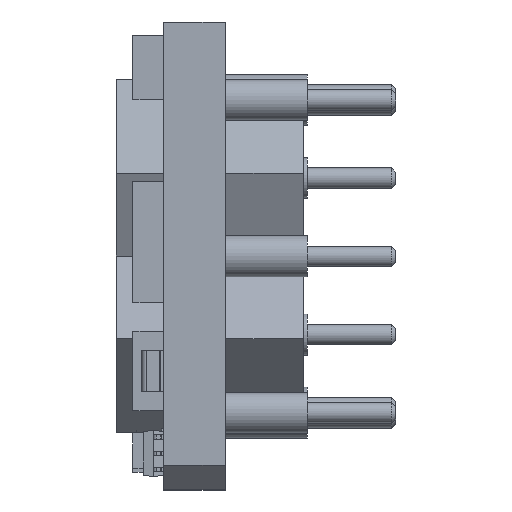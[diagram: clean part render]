
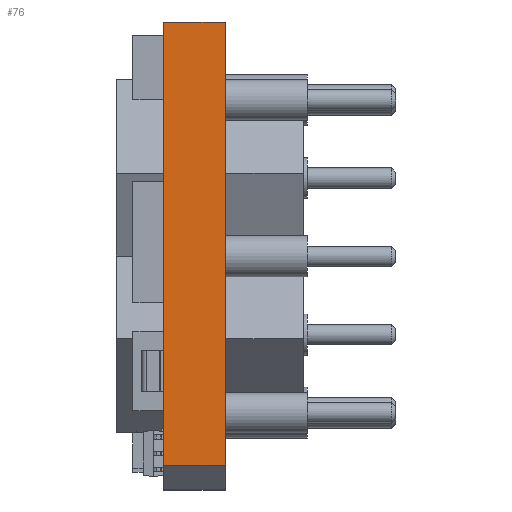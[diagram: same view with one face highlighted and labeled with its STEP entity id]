
A CAD part, left-side view. The second image highlights one B-rep face of the part: STEP entity #76.
In plain terms, the highlighted planar face has unit normal (-1, 0, 0).
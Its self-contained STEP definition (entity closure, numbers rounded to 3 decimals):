
#43 = ORIENTED_EDGE ( 'NONE', *, *, #5603, .F. ) ;
#76 = ADVANCED_FACE ( 'NONE', ( #4851 ), #14609, .F. ) ;
#969 = DIRECTION ( 'NONE',  ( 0., 0., -1. ) ) ;
#1329 = LINE ( 'NONE', #6697, #8816 ) ;
#2049 = CARTESIAN_POINT ( 'NONE',  ( -16.5, 7., 11.4 ) ) ;
#2144 = EDGE_CURVE ( 'NONE', #5945, #7649, #1329, .T. ) ;
#2287 = EDGE_CURVE ( 'NONE', #6281, #8575, #10614, .T. ) ;
#3510 = DIRECTION ( 'NONE',  ( 0., 0., 1. ) ) ;
#4208 = LINE ( 'NONE', #5922, #13128 ) ;
#4851 = FACE_OUTER_BOUND ( 'NONE', #6823, .T. ) ;
#4951 = CARTESIAN_POINT ( 'NONE',  ( -16.5, 4., 11.4 ) ) ;
#5263 = CARTESIAN_POINT ( 'NONE',  ( -16.5, 7., -10.2 ) ) ;
#5603 = EDGE_CURVE ( 'NONE', #6281, #5945, #4208, .T. ) ;
#5922 = CARTESIAN_POINT ( 'NONE',  ( -16.5, 7., -11.4 ) ) ;
#5945 = VERTEX_POINT ( 'NONE', #2049 ) ;
#6281 = VERTEX_POINT ( 'NONE', #5263 ) ;
#6697 = CARTESIAN_POINT ( 'NONE',  ( -16.5, 7., 11.4 ) ) ;
#6823 = EDGE_LOOP ( 'NONE', ( #43, #13664, #11030, #13338 ) ) ;
#7168 = EDGE_CURVE ( 'NONE', #8575, #7649, #11076, .T. ) ;
#7542 = AXIS2_PLACEMENT_3D ( 'NONE', #13442, #10338, #969 ) ;
#7649 = VERTEX_POINT ( 'NONE', #4951 ) ;
#7764 = DIRECTION ( 'NONE',  ( 0., -1., 0. ) ) ;
#7994 = VECTOR ( 'NONE', #8680, 1000. ) ;
#8575 = VERTEX_POINT ( 'NONE', #10414 ) ;
#8680 = DIRECTION ( 'NONE',  ( 0., 0., 1. ) ) ;
#8816 = VECTOR ( 'NONE', #7764, 1000. ) ;
#9175 = CARTESIAN_POINT ( 'NONE',  ( -16.5, 7., -10.2 ) ) ;
#9890 = VECTOR ( 'NONE', #10335, 1000. ) ;
#10335 = DIRECTION ( 'NONE',  ( 0., -1., 0. ) ) ;
#10338 = DIRECTION ( 'NONE',  ( 1., 0., 0. ) ) ;
#10414 = CARTESIAN_POINT ( 'NONE',  ( -16.5, 4., -10.2 ) ) ;
#10614 = LINE ( 'NONE', #9175, #9890 ) ;
#11030 = ORIENTED_EDGE ( 'NONE', *, *, #7168, .T. ) ;
#11076 = LINE ( 'NONE', #14368, #7994 ) ;
#13128 = VECTOR ( 'NONE', #3510, 1000. ) ;
#13338 = ORIENTED_EDGE ( 'NONE', *, *, #2144, .F. ) ;
#13442 = CARTESIAN_POINT ( 'NONE',  ( -16.5, 7., -11.4 ) ) ;
#13664 = ORIENTED_EDGE ( 'NONE', *, *, #2287, .T. ) ;
#14368 = CARTESIAN_POINT ( 'NONE',  ( -16.5, 4., -11.4 ) ) ;
#14609 = PLANE ( 'NONE',  #7542 ) ;
